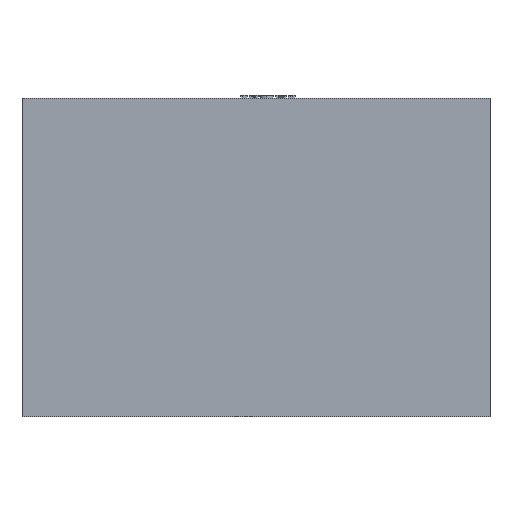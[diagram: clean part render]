
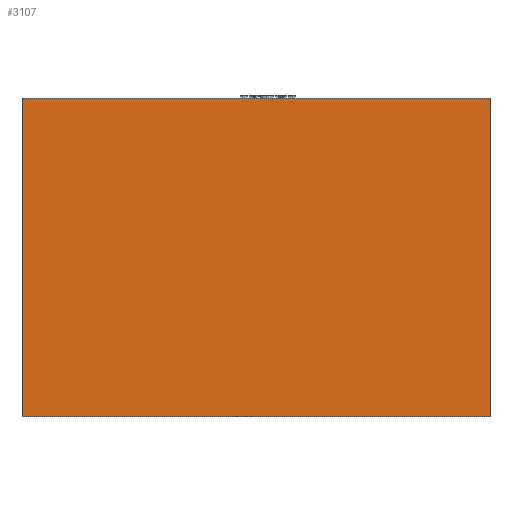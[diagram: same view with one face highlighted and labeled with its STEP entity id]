
A CAD part, front view. The second image highlights one B-rep face of the part: STEP entity #3107.
In plain terms, the highlighted planar face has unit normal (0, -1, 0).
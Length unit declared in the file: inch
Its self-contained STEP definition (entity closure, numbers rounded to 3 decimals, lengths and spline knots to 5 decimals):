
#1404 = CARTESIAN_POINT ( 'NONE',  ( -8.77237, -5., -5.96987 ) ) ;
#1405 = DIRECTION ( 'NONE',  ( -1., 0., 0. ) ) ;
#1406 = VECTOR ( 'NONE', #1405, 39.37008 ) ;
#1407 = CARTESIAN_POINT ( 'NONE',  ( 8.77237, -5., -5.96987 ) ) ;
#1408 = LINE ( 'NONE', #1407, #1406 ) ;
#1520 = DIRECTION ( 'NONE',  ( 1., 0., 0. ) ) ;
#1521 = VECTOR ( 'NONE', #1520, 39.37008 ) ;
#1522 = CARTESIAN_POINT ( 'NONE',  ( -8.77237, -5., 5.96987 ) ) ;
#1523 = LINE ( 'NONE', #1522, #1521 ) ;
#1530 = CARTESIAN_POINT ( 'NONE',  ( -8.77237, -5., 5.96987 ) ) ;
#1537 = CARTESIAN_POINT ( 'NONE',  ( 8.77237, -5., -5.96987 ) ) ;
#1567 = CARTESIAN_POINT ( 'NONE',  ( 8.77237, -5., 5.96987 ) ) ;
#1791 = DIRECTION ( 'NONE',  ( 0., 0., 1. ) ) ;
#1792 = DIRECTION ( 'NONE',  ( 0., 1., 0. ) ) ;
#1793 = CARTESIAN_POINT ( 'NONE',  ( -8.77237, -5., -5.96987 ) ) ;
#1794 = AXIS2_PLACEMENT_3D ( 'NONE', #1793, #1792, #1791 ) ;
#1795 = PLANE ( 'NONE',  #1794 ) ;
#1796 = FACE_OUTER_BOUND ( 'NONE', #3108, .T. ) ;
#1797 = DIRECTION ( 'NONE',  ( 0., 0., 1. ) ) ;
#1798 = VECTOR ( 'NONE', #1797, 39.37008 ) ;
#1799 = CARTESIAN_POINT ( 'NONE',  ( -8.77237, -5., -5.96987 ) ) ;
#1800 = LINE ( 'NONE', #1799, #1798 ) ;
#1824 = DIRECTION ( 'NONE',  ( 0., 0., -1. ) ) ;
#1825 = VECTOR ( 'NONE', #1824, 39.37008 ) ;
#1826 = CARTESIAN_POINT ( 'NONE',  ( 8.77237, -5., 5.96987 ) ) ;
#1827 = LINE ( 'NONE', #1826, #1825 ) ;
#2970 = EDGE_CURVE ( 'NONE', #3028, #2971, #1408, .T. ) ;
#2971 = VERTEX_POINT ( 'NONE', #1404 ) ;
#3001 = VERTEX_POINT ( 'NONE', #1530 ) ;
#3011 = EDGE_CURVE ( 'NONE', #3001, #3012, #1523, .T. ) ;
#3012 = VERTEX_POINT ( 'NONE', #1567 ) ;
#3028 = VERTEX_POINT ( 'NONE', #1537 ) ;
#3105 = EDGE_CURVE ( 'NONE', #2971, #3001, #1800, .T. ) ;
#3107 = ADVANCED_FACE ( 'NONE', ( #1796 ), #1795, .F. ) ;
#3108 = EDGE_LOOP ( 'NONE', ( #3109, #3110, #3111, #3112 ) ) ;
#3109 = ORIENTED_EDGE ( 'NONE', *, *, #2970, .F. ) ;
#3110 = ORIENTED_EDGE ( 'NONE', *, *, #3143, .F. ) ;
#3111 = ORIENTED_EDGE ( 'NONE', *, *, #3011, .F. ) ;
#3112 = ORIENTED_EDGE ( 'NONE', *, *, #3105, .F. ) ;
#3143 = EDGE_CURVE ( 'NONE', #3012, #3028, #1827, .T. ) ;
